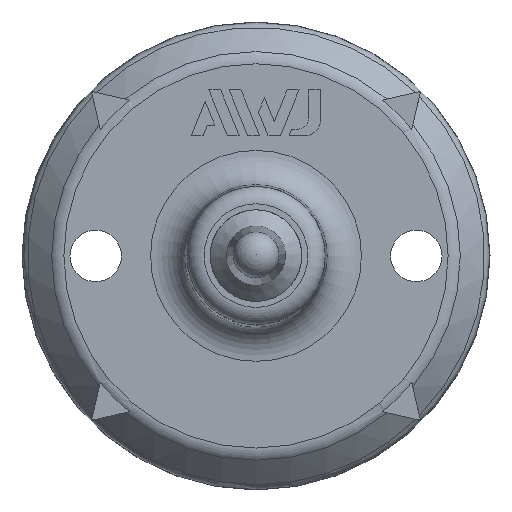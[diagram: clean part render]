
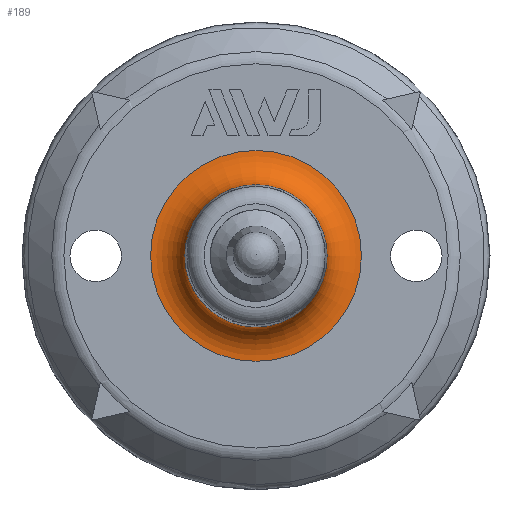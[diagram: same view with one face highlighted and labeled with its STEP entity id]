
A CAD part, top view. The second image highlights one B-rep face of the part: STEP entity #189.
In plain terms, the highlighted toroidal (fillet/blend) face has major radius 9.208 mm and minor radius 2.996 mm.
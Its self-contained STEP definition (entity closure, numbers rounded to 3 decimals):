
#189 = ADVANCED_FACE( '', ( #390, #391 ), #392, .F. );
#390 = FACE_OUTER_BOUND( '', #666, .T. );
#391 = FACE_OUTER_BOUND( '', #667, .T. );
#392 = TOROIDAL_SURFACE( '', #668, 9.208, 2.996 );
#666 = EDGE_LOOP( '', ( #1307 ) );
#667 = EDGE_LOOP( '', ( #1308 ) );
#668 = AXIS2_PLACEMENT_3D( '', #1309, #1310, #1311 );
#1307 = ORIENTED_EDGE( '', *, *, #1883, .F. );
#1308 = ORIENTED_EDGE( '', *, *, #1691, .F. );
#1309 = CARTESIAN_POINT( '', ( 0., 0., 7.996 ) );
#1310 = DIRECTION( '', ( 0., 0., -1. ) );
#1311 = DIRECTION( '', ( 0., 1., 0. ) );
#1691 = EDGE_CURVE( '', #1969, #1969, #1970, .T. );
#1883 = EDGE_CURVE( '', #2298, #2298, #2299, .F. );
#1969 = VERTEX_POINT( '', #2429 );
#1970 = CIRCLE( '', #2430, 9.208 );
#2298 = VERTEX_POINT( '', #3034 );
#2299 = CIRCLE( '', #3035, 6.212 );
#2429 = CARTESIAN_POINT( '', ( 0., 9.208, 5. ) );
#2430 = AXIS2_PLACEMENT_3D( '', #3194, #3195, #3196 );
#3034 = CARTESIAN_POINT( '', ( 0., 6.212, 7.944 ) );
#3035 = AXIS2_PLACEMENT_3D( '', #3446, #3447, #3448 );
#3194 = CARTESIAN_POINT( '', ( 0., 0., 5. ) );
#3195 = DIRECTION( '', ( 0., 0., -1. ) );
#3196 = DIRECTION( '', ( 0., 1., 0. ) );
#3446 = CARTESIAN_POINT( '', ( 0., 0., 7.944 ) );
#3447 = DIRECTION( '', ( 0., 0., -1. ) );
#3448 = DIRECTION( '', ( 0., 1., 0. ) );
